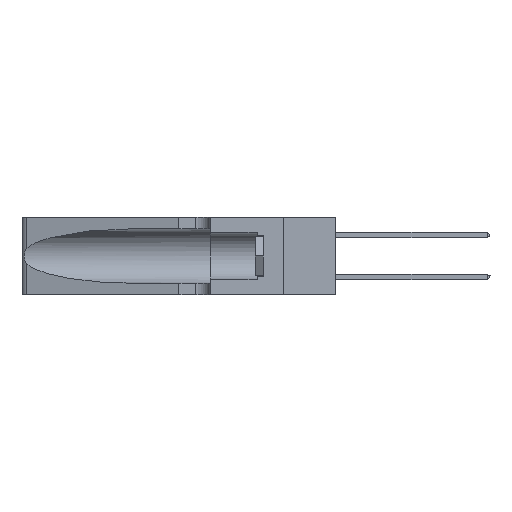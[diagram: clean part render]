
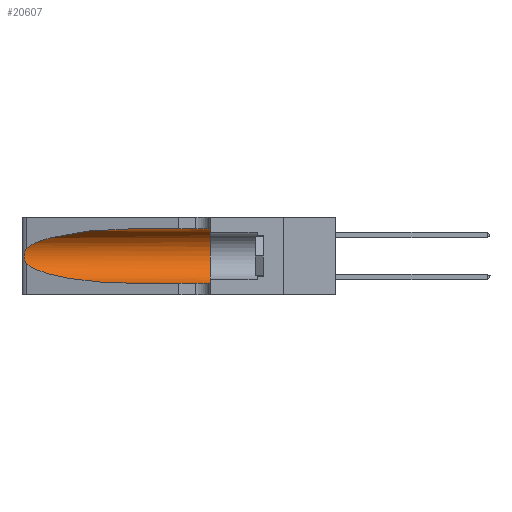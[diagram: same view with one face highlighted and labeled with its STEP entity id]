
A CAD part, left-side view. The second image highlights one B-rep face of the part: STEP entity #20607.
In plain terms, the highlighted cylindrical face has radius 3.308 mm (diameter 6.617 mm), a partial arc.
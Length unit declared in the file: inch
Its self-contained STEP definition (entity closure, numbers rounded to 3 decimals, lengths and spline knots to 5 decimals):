
#1721 = ORIENTED_EDGE ( 'NONE', *, *, #41613, .F. ) ;
#2473 = ORIENTED_EDGE ( 'NONE', *, *, #2669, .T. ) ;
#2623 = DIRECTION ( 'NONE',  ( 0., 0., -1. ) ) ;
#2669 = EDGE_CURVE ( 'NONE', #25014, #5819, #10147, .T. ) ;
#2871 = VECTOR ( 'NONE', #25732, 39.37008 ) ;
#3332 = CARTESIAN_POINT ( 'NONE',  ( 0.25856, 1.23593, 0.16098 ) ) ;
#5819 = VERTEX_POINT ( 'NONE', #22208 ) ;
#5898 = CARTESIAN_POINT ( 'NONE',  ( 0.1305, 0.72297, 0.31525 ) ) ;
#6891 = CYLINDRICAL_SURFACE ( 'NONE', #14076, 0.13025 ) ;
#6938 = CARTESIAN_POINT ( 'NONE',  ( 0.25639, 1.23186, 0.15144 ) ) ;
#7654 = CARTESIAN_POINT ( 'NONE',  ( 0.1305, 0.72297, 0.05475 ) ) ;
#8013 = FACE_OUTER_BOUND ( 'NONE', #24284, .T. ) ;
#9507 = CARTESIAN_POINT ( 'NONE',  ( 0.2373, 1.15595, 0.28018 ) ) ;
#9844 = CARTESIAN_POINT ( 'NONE',  ( 0.1305, 1.61858, 0.185 ) ) ;
#10147 =( BOUNDED_CURVE ( )  B_SPLINE_CURVE ( 3, ( #18131, #25165, #28712, #7654 ),
 .UNSPECIFIED., .F., .F. ) 
 B_SPLINE_CURVE_WITH_KNOTS ( ( 4, 4 ),
 ( 3.44316, 4.71239 ),
 .UNSPECIFIED. ) 
 CURVE ( )  GEOMETRIC_REPRESENTATION_ITEM ( )  RATIONAL_B_SPLINE_CURVE ( ( 1., 0.87, 0.87, 1. ) ) 
 REPRESENTATION_ITEM ( '' )  );
#10532 = CARTESIAN_POINT ( 'NONE',  ( 0.25487, 1.22718, 0.14631 ) ) ;
#12649 = CARTESIAN_POINT ( 'NONE',  ( 0.1305, 0.35, 0.31525 ) ) ;
#13700 = CARTESIAN_POINT ( 'NONE',  ( 0.1305, 0.35, 0.185 ) ) ;
#13945 = CARTESIAN_POINT ( 'NONE',  ( 0.25639, 1.23184, 0.21858 ) ) ;
#14076 = AXIS2_PLACEMENT_3D ( 'NONE', #9844, #20425, #2623 ) ;
#17196 = DIRECTION ( 'NONE',  ( 0., 0., 1. ) ) ;
#17274 = CARTESIAN_POINT ( 'NONE',  ( 0.25487, 1.22718, 0.22369 ) ) ;
#17431 = CARTESIAN_POINT ( 'NONE',  ( 0.25854, 1.2359, 0.20912 ) ) ;
#18131 = CARTESIAN_POINT ( 'NONE',  ( 0.25487, 1.22718, 0.14631 ) ) ;
#18559 = EDGE_CURVE ( 'NONE', #42382, #23100, #40005, .T. ) ;
#19410 = CARTESIAN_POINT ( 'NONE',  ( 0.1305, 0.35, 0.05475 ) ) ;
#19714 =( BOUNDED_CURVE ( )  B_SPLINE_CURVE ( 3, ( #5898, #23428, #9507, #34055 ),
 .UNSPECIFIED., .F., .F. ) 
 B_SPLINE_CURVE_WITH_KNOTS ( ( 4, 4 ),
 ( 1.5708, 2.84003 ),
 .UNSPECIFIED. ) 
 CURVE ( )  GEOMETRIC_REPRESENTATION_ITEM ( )  RATIONAL_B_SPLINE_CURVE ( ( 1., 0.87, 0.87, 1. ) ) 
 REPRESENTATION_ITEM ( '' )  );
#20425 = DIRECTION ( 'NONE',  ( 0., -1., 0. ) ) ;
#20607 = ADVANCED_FACE ( 'NONE', ( #8013 ), #6891, .F. ) ;
#20815 = CARTESIAN_POINT ( 'NONE',  ( 0.1305, 1.61858, 0.05475 ) ) ;
#20960 = CARTESIAN_POINT ( 'NONE',  ( 0.26075, 1.23896, 0.19203 ) ) ;
#21614 = AXIS2_PLACEMENT_3D ( 'NONE', #13700, #38141, #17196 ) ;
#22208 = CARTESIAN_POINT ( 'NONE',  ( 0.1305, 0.72297, 0.05475 ) ) ;
#23100 = VERTEX_POINT ( 'NONE', #19410 ) ;
#23428 = CARTESIAN_POINT ( 'NONE',  ( 0.18966, 0.96281, 0.31525 ) ) ;
#24284 = EDGE_LOOP ( 'NONE', ( #24927, #37453, #2473, #25844, #28005, #1721 ) ) ;
#24456 = CARTESIAN_POINT ( 'NONE',  ( 0.26017, 1.23833, 0.17102 ) ) ;
#24927 = ORIENTED_EDGE ( 'NONE', *, *, #37583, .T. ) ;
#25014 = VERTEX_POINT ( 'NONE', #29989 ) ;
#25165 = CARTESIAN_POINT ( 'NONE',  ( 0.2373, 1.15595, 0.08982 ) ) ;
#25732 = DIRECTION ( 'NONE',  ( 0., -1., 0. ) ) ;
#25844 = ORIENTED_EDGE ( 'NONE', *, *, #40328, .T. ) ;
#26746 = LINE ( 'NONE', #20815, #34953 ) ;
#28005 = ORIENTED_EDGE ( 'NONE', *, *, #18559, .F. ) ;
#28026 = CARTESIAN_POINT ( 'NONE',  ( 0.25789, 1.23486, 0.15765 ) ) ;
#28712 = CARTESIAN_POINT ( 'NONE',  ( 0.18966, 0.96281, 0.05475 ) ) ;
#29989 = CARTESIAN_POINT ( 'NONE',  ( 0.25487, 1.22718, 0.14631 ) ) ;
#30098 = CARTESIAN_POINT ( 'NONE',  ( 0.25487, 1.22718, 0.22369 ) ) ;
#31025 = LINE ( 'NONE', #36135, #2871 ) ;
#31042 = VERTEX_POINT ( 'NONE', #30098 ) ;
#31487 = VERTEX_POINT ( 'NONE', #36728 ) ;
#31562 = CARTESIAN_POINT ( 'NONE',  ( 0.25555, 1.22993, 0.14849 ) ) ;
#32633 = B_SPLINE_CURVE_WITH_KNOTS ( 'NONE', 3,
 ( #17274, #34747, #13945, #38383, #17431, #41863, #20960, #45376, #24456, #3332, #28026, #6938, #31562, #10532 ),
 .UNSPECIFIED., .F., .F.,
 ( 4, 2, 2, 2, 2, 2, 4 ),
 ( 0., 0.00027, 0.00053, 0.00107, 0.0016, 0.00187, 0.00214 ),
 .UNSPECIFIED. ) ;
#34055 = CARTESIAN_POINT ( 'NONE',  ( 0.25487, 1.22718, 0.22369 ) ) ;
#34747 = CARTESIAN_POINT ( 'NONE',  ( 0.25555, 1.22994, 0.2215 ) ) ;
#34953 = VECTOR ( 'NONE', #41725, 39.37008 ) ;
#36135 = CARTESIAN_POINT ( 'NONE',  ( 0.1305, 1.61858, 0.31525 ) ) ;
#36728 = CARTESIAN_POINT ( 'NONE',  ( 0.1305, 0.72297, 0.31525 ) ) ;
#37453 = ORIENTED_EDGE ( 'NONE', *, *, #41989, .T. ) ;
#37583 = EDGE_CURVE ( 'NONE', #31487, #31042, #19714, .T. ) ;
#38141 = DIRECTION ( 'NONE',  ( 0., 1., 0. ) ) ;
#38383 = CARTESIAN_POINT ( 'NONE',  ( 0.25787, 1.23484, 0.2124 ) ) ;
#40005 = CIRCLE ( 'NONE', #21614, 0.13025 ) ;
#40328 = EDGE_CURVE ( 'NONE', #5819, #23100, #26746, .T. ) ;
#41613 = EDGE_CURVE ( 'NONE', #31487, #42382, #31025, .T. ) ;
#41725 = DIRECTION ( 'NONE',  ( 0., -1., 0. ) ) ;
#41863 = CARTESIAN_POINT ( 'NONE',  ( 0.26018, 1.23835, 0.19895 ) ) ;
#41989 = EDGE_CURVE ( 'NONE', #31042, #25014, #32633, .T. ) ;
#42382 = VERTEX_POINT ( 'NONE', #12649 ) ;
#45376 = CARTESIAN_POINT ( 'NONE',  ( 0.26075, 1.23896, 0.178 ) ) ;
